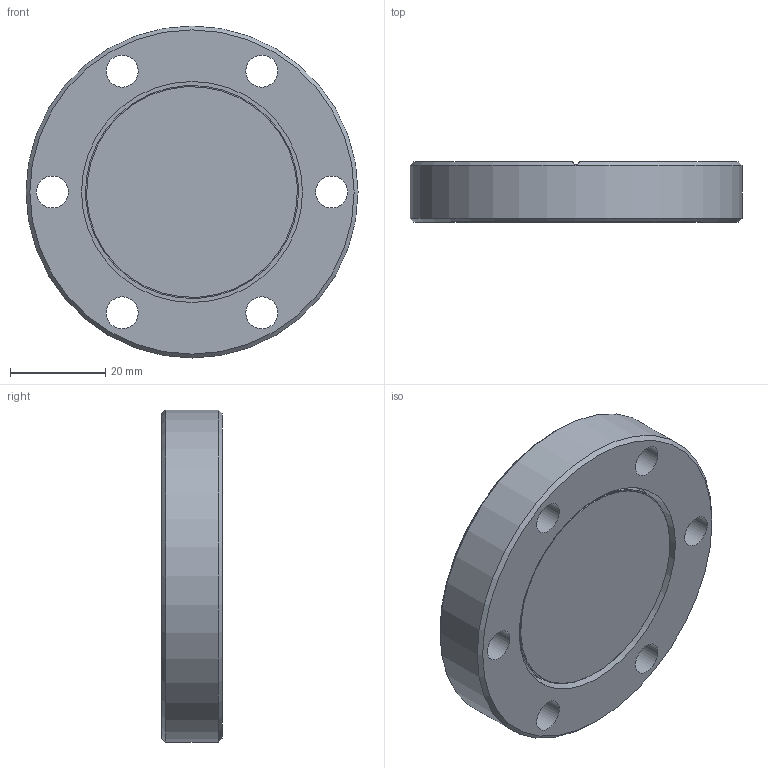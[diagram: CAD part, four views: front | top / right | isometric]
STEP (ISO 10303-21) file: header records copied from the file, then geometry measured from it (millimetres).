
FILE_DESCRIPTION(/* description */ (''),/* implementation_level */ '2;1');
FILE_NAME(/* name */ 'FSVP-DUV-40CF-TI.stp',/* time_stamp */ '2017-06-07T15:08:14+01:00',/* author */ ('paul'),/* organization */ (''),/* preprocessor_version */ 'ST-DEVELOPER v16.13',/* originating_system */ 'Autodesk Inventor 2018',/* authorisation */ '');
FILE_SCHEMA (('AUTOMOTIVE_DESIGN { 1 0 10303 214 3 1 1 }'));
Length unit declared in the file: inch
Products named in the file (1): A12680-2-CF
Bounding box: 69.85 x 12.7 x 69.85 mm (x, y, z)
Volume: 32369.8 mm3; surface area: 16767.6 mm2
Topology: 1 solids, 1 shells, 40 faces, 83 edges, 54 vertices
Faces by surface type: cylinder 20, plane 13, cone 5, torus 2
Full cylindrical faces by diameter (mm): 6.731 x6, 36.068 x1, 36.576 x1, 37.592 x1, 40.132 x1, 41.91 x1, 42.037 x1, 44.323 x1, 44.374 x1, 44.831 x1, 46.482 x1, 48.311 x1, 69.85 x1
Entity records: 1033 total; most frequent: CARTESIAN_POINT 217, DIRECTION 174, ORIENTED_EDGE 104, EDGE_LOOP 86, AXIS2_PLACEMENT_3D 85, EDGE_CURVE 52, VERTEX_POINT 48, FACE_BOUND 46
